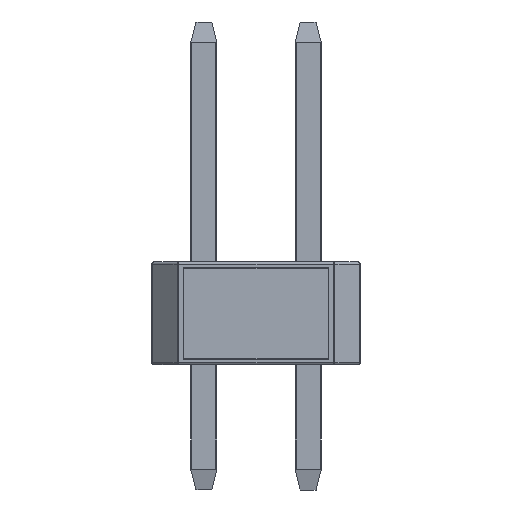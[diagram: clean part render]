
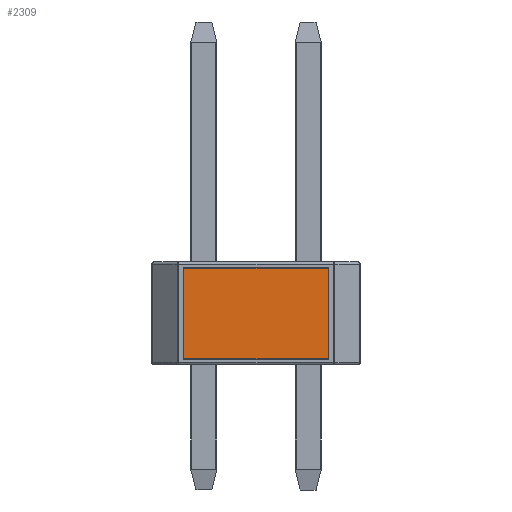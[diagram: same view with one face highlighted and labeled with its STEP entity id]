
A CAD part, left-side view. The second image highlights one B-rep face of the part: STEP entity #2309.
In plain terms, the highlighted planar face has unit normal (-1, 0, 0).
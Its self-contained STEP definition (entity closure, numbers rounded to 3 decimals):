
#358=FACE_OUTER_BOUND('',#484,.T.);
#484=EDGE_LOOP('',(#1886,#1887,#1888,#1889));
#623=LINE('',#3582,#839);
#624=LINE('',#3587,#840);
#627=LINE('',#3595,#843);
#629=LINE('',#3598,#845);
#839=VECTOR('',#2865,10.);
#840=VECTOR('',#2870,10.);
#843=VECTOR('',#2879,10.);
#845=VECTOR('',#2883,10.);
#1036=VERTEX_POINT('',#3579);
#1037=VERTEX_POINT('',#3581);
#1038=VERTEX_POINT('',#3585);
#1039=VERTEX_POINT('',#3586);
#1252=EDGE_CURVE('',#1037,#1036,#623,.T.);
#1254=EDGE_CURVE('',#1038,#1039,#624,.T.);
#1259=EDGE_CURVE('',#1036,#1038,#627,.T.);
#1261=EDGE_CURVE('',#1039,#1037,#629,.T.);
#1886=ORIENTED_EDGE('',*,*,#1259,.T.);
#1887=ORIENTED_EDGE('',*,*,#1254,.T.);
#1888=ORIENTED_EDGE('',*,*,#1261,.T.);
#1889=ORIENTED_EDGE('',*,*,#1252,.T.);
#2072=PLANE('',#2555);
#2309=ADVANCED_FACE('',(#358),#2072,.T.);
#2555=AXIS2_PLACEMENT_3D('',#3796,#3134,#3135);
#2865=DIRECTION('',(0.,1.,0.));
#2870=DIRECTION('',(0.,-1.,0.));
#2879=DIRECTION('',(0.,0.,-1.));
#2883=DIRECTION('',(0.,0.,1.));
#3134=DIRECTION('center_axis',(-1.,0.,0.));
#3135=DIRECTION('ref_axis',(0.,0.,1.));
#3579=CARTESIAN_POINT('',(-1.27,3.023,2.35));
#3581=CARTESIAN_POINT('',(-1.27,-0.488,2.35));
#3582=CARTESIAN_POINT('',(-1.27,3.023,2.35));
#3585=CARTESIAN_POINT('',(-1.27,3.023,0.15));
#3586=CARTESIAN_POINT('',(-1.27,-0.488,0.15));
#3587=CARTESIAN_POINT('',(-1.27,-0.488,0.15));
#3595=CARTESIAN_POINT('',(-1.27,3.023,0.15));
#3598=CARTESIAN_POINT('',(-1.27,-0.488,2.35));
#3796=CARTESIAN_POINT('Origin',(-1.27,1.268,1.25));
